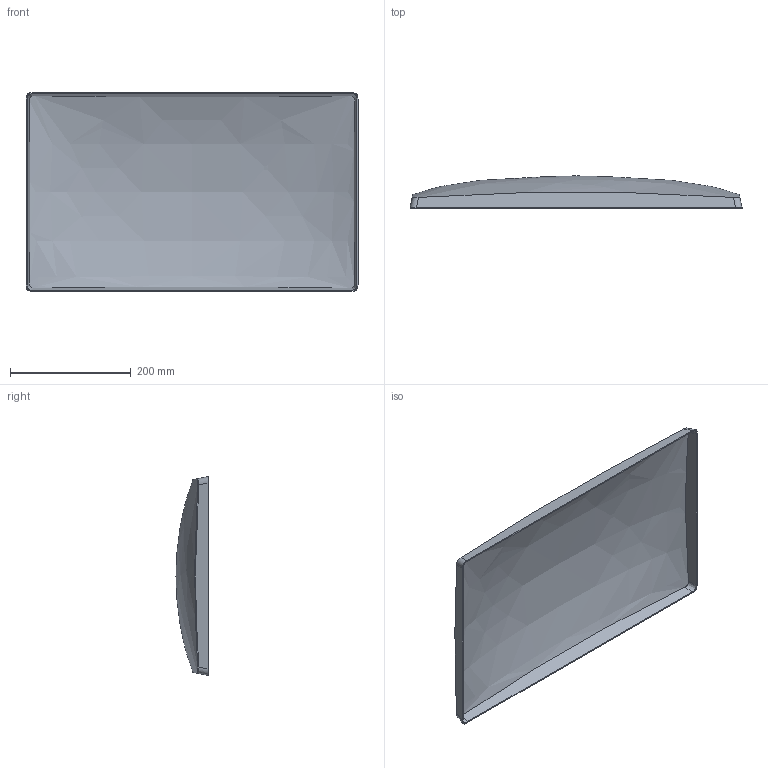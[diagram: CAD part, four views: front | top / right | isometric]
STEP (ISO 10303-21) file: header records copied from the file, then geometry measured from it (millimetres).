
FILE_DESCRIPTION (( 'STEP AP214' ), '1' );
FILE_NAME ('display.STEP', '2014-09-25T19:01:43', ( 'Robert J Kelley' ), ( 'Hewlett-Packard Company' ), 'SwSTEP 2.0', 'SolidWorks 2014', '' );
FILE_SCHEMA (( 'AUTOMOTIVE_DESIGN' ));
Length unit declared in the file: millimetre
Products named in the file (1): display
Bounding box: 549.63 x 53 x 329.03 mm (x, y, z)
Volume: 423278.9 mm3; surface area: 426820.7 mm2
Topology: 1 solids, 1 shells, 19 faces, 48 edges, 32 vertices
Faces by surface type: bspline 10, plane 9
Entity records: 3902 total; most frequent: CARTESIAN_POINT 3386, ORIENTED_EDGE 96, EDGE_CURVE 48, DIRECTION 42, VERTEX_POINT 32, VECTOR 22, LINE 22, B_SPLINE_CURVE_WITH_KNOTS 22
